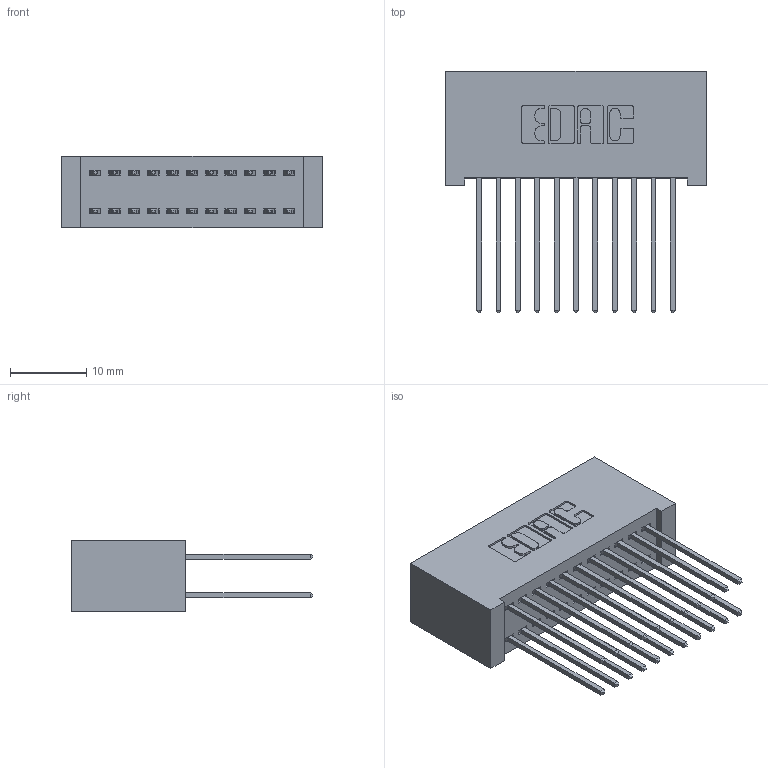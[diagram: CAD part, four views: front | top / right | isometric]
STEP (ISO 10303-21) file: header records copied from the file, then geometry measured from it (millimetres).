
FILE_DESCRIPTION (( 'STEP AP203' ), '1' );
FILE_NAME ('342-022-542-201.STEP', '2019-10-01T22:35:20', ( '' ), ( '' ), 'SwSTEP 2.0', 'SolidWorks 2016', '' );
FILE_SCHEMA (( 'CONFIG_CONTROL_DESIGN' ));
Length unit declared in the file: inch
Products named in the file (3): 342 Part_Lugless; 345-292-001_345-293-142; 342-022-542-201
Assembly tree (23 placements, depth 2):
  342-022-542-201
    342 Part_Lugless
    345-292-001_345-293-142  x22
Bounding box: 34.19 x 31.63 x 9.4 mm (x, y, z)
Volume: 3467.2 mm3; surface area: 5786.3 mm2
Topology: 23 solids, 23 shells, 1246 faces, 3685 edges, 2426 vertices
Faces by surface type: plane 854, cylinder 392
Entity records: 10695 total; most frequent: CARTESIAN_POINT 1806, ORIENTED_EDGE 1742, DIRECTION 1591, EDGE_CURVE 871, LINE 751, VECTOR 751, VERTEX_POINT 578, AXIS2_PLACEMENT_3D 420
